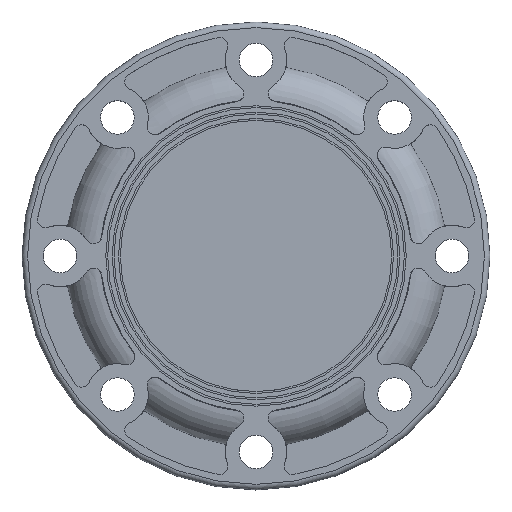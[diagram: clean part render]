
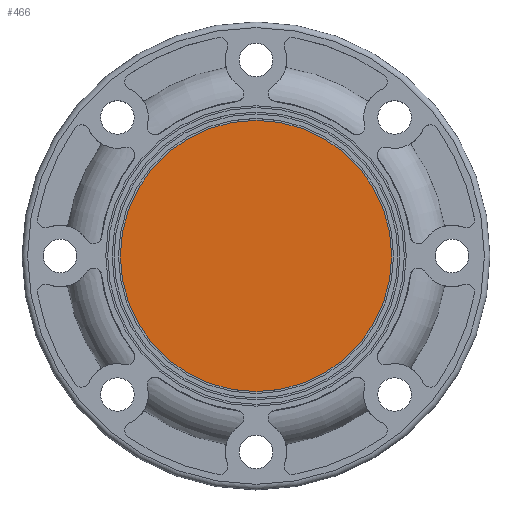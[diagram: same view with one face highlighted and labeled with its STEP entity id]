
A CAD part, top view. The second image highlights one B-rep face of the part: STEP entity #466.
In plain terms, the highlighted planar face has unit normal (0, 0, 1).
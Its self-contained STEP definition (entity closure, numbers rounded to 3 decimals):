
#94=FACE_OUTER_BOUND('',#1954,.T.);
#466=ADVANCED_FACE('',(#94),#773,.T.);
#773=PLANE('',#5394);
#1954=EDGE_LOOP('',(#2443));
#2443=ORIENTED_EDGE('',*,*,#4509,.T.);
#3981=VERTEX_POINT('',#8258);
#4509=EDGE_CURVE('',#3981,#3981,#5174,.T.);
#5174=CIRCLE('',#5391,72.7);
#5391=AXIS2_PLACEMENT_3D('',#8257,#6031,#6032);
#5394=AXIS2_PLACEMENT_3D('',#8261,#6037,#6038);
#6031=DIRECTION('',(0.,0.,1.));
#6032=DIRECTION('',(1.,0.,0.));
#6037=DIRECTION('',(0.,0.,1.));
#6038=DIRECTION('',(1.,0.,0.));
#8257=CARTESIAN_POINT('',(1149.,0.,21.9));
#8258=CARTESIAN_POINT('',(1221.7,0.,21.9));
#8261=CARTESIAN_POINT('',(1149.,0.,21.9));
